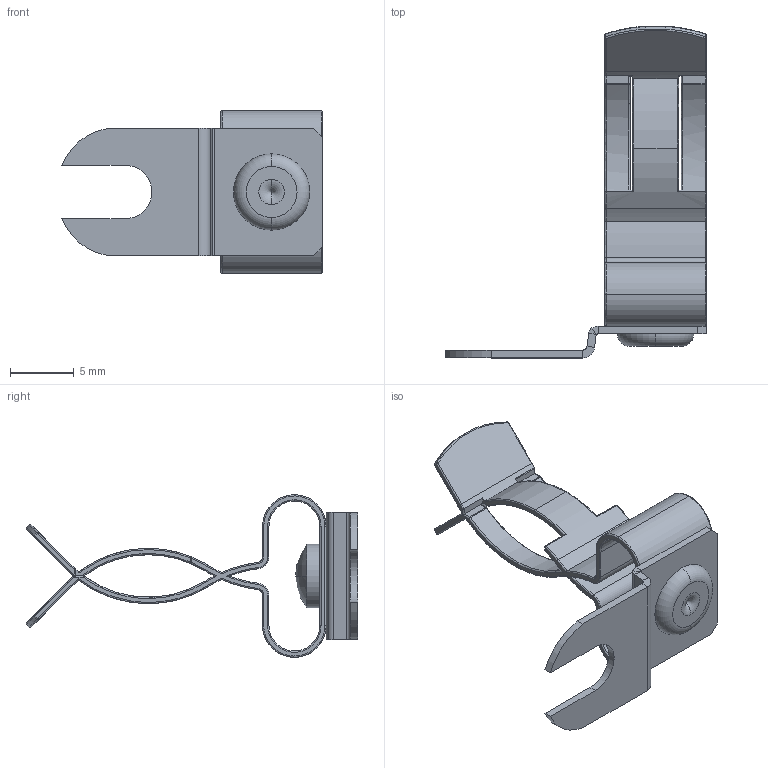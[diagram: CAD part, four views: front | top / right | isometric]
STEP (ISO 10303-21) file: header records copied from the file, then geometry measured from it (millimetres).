
FILE_DESCRIPTION (( 'STEP AP214' ), '1' );
FILE_NAME ('1022-511.STEP', '2024-03-15T09:13:10', ( '' ), ( '' ), 'SwSTEP 2.0', 'SolidWorks 2022', '' );
FILE_SCHEMA (( 'AUTOMOTIVE_DESIGN' ));
Length unit declared in the file: millimetre
Products named in the file (4): 1022-062.Kunde; 1022-511; 3x1,5_1mm Blechstärke; 1011-001
Assembly tree (3 placements, depth 2):
  1022-511
    1022-062.Kunde
    3x1,5_1mm Blechstärke
    1011-001
Bounding box: 20.52 x 26.11 x 12.8 mm (x, y, z)
Volume: 397.4 mm3; surface area: 1516.4 mm2
Topology: 3 solids, 3 shells, 253 faces, 604 edges, 348 vertices
Faces by surface type: cylinder 97, bspline 91, plane 59, torus 4, sphere 2
Entity records: 9061 total; most frequent: CARTESIAN_POINT 3553, ORIENTED_EDGE 1192, DIRECTION 1063, EDGE_CURVE 596, AXIS2_PLACEMENT_3D 418, VERTEX_POINT 348, EDGE_LOOP 262, FACE_OUTER_BOUND 253
